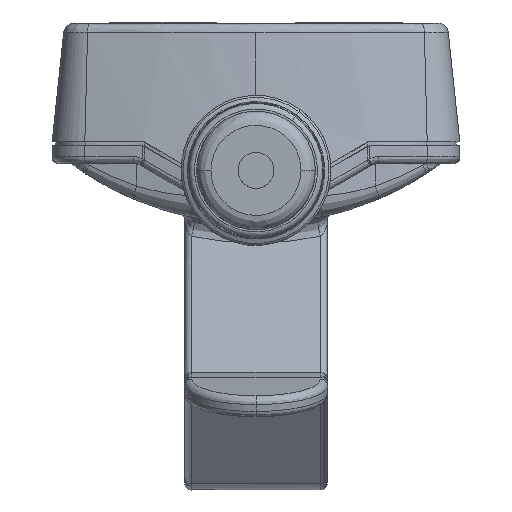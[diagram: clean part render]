
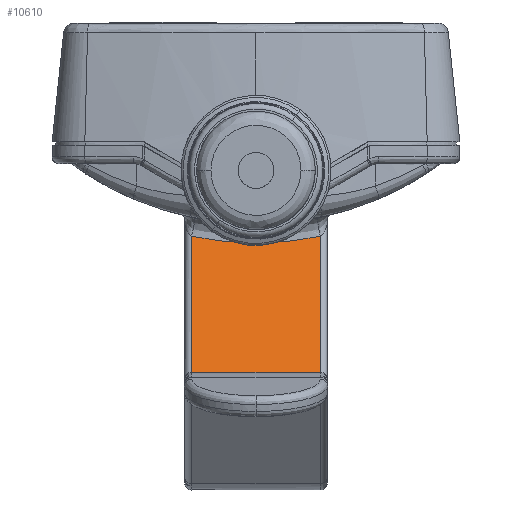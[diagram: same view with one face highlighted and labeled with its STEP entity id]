
A CAD part, front view. The second image highlights one B-rep face of the part: STEP entity #10610.
In plain terms, the highlighted planar face has unit normal (0, -0.94, 0.342).
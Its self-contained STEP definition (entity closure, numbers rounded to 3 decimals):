
#241 = VERTEX_POINT ( 'NONE', #6054 ) ;
#566 = VERTEX_POINT ( 'NONE', #1742 ) ;
#631 = VERTEX_POINT ( 'NONE', #1807 ) ;
#638 = VERTEX_POINT ( 'NONE', #1814 ) ;
#648 = VERTEX_POINT ( 'NONE', #1824 ) ;
#1141 = EDGE_CURVE ( 'NONE', #648, #638, #2576, .T. ) ;
#1144 = EDGE_CURVE ( 'NONE', #638, #631, #2579, .T. ) ;
#1146 = EDGE_CURVE ( 'NONE', #241, #648, #2581, .T. ) ;
#1159 = EDGE_CURVE ( 'NONE', #566, #631, #2594, .T. ) ;
#1445 = EDGE_LOOP ( 'NONE', ( #1959, #1958, #1957, #1956, #1955 ) ) ;
#1742 = CARTESIAN_POINT ( 'NONE',  ( 0.005, 88.48, -14.168 ) ) ;
#1807 = CARTESIAN_POINT ( 'NONE',  ( 9.005, 88.825, -13.222 ) ) ;
#1814 = CARTESIAN_POINT ( 'NONE',  ( 9.005, 79.876, -37.808 ) ) ;
#1824 = CARTESIAN_POINT ( 'NONE',  ( -8.995, 79.876, -37.808 ) ) ;
#1955 = ORIENTED_EDGE ( 'NONE', *, *, #1159, .F. ) ;
#1956 = ORIENTED_EDGE ( 'NONE', *, *, #1144, .T. ) ;
#1957 = ORIENTED_EDGE ( 'NONE', *, *, #1141, .T. ) ;
#1958 = ORIENTED_EDGE ( 'NONE', *, *, #1146, .T. ) ;
#1959 = ORIENTED_EDGE ( 'NONE', *, *, #10479, .F. ) ;
#1997 = CARTESIAN_POINT ( 'NONE',  ( -8.995, 79.876, -37.808 ) ) ;
#2007 = CARTESIAN_POINT ( 'NONE',  ( -2.995, 79.876, -37.808 ) ) ;
#2012 = CARTESIAN_POINT ( 'NONE',  ( 3.005, 79.876, -37.808 ) ) ;
#2013 = CARTESIAN_POINT ( 'NONE',  ( 9.005, 79.876, -37.808 ) ) ;
#2018 = CARTESIAN_POINT ( 'NONE',  ( 9.005, 79.876, -37.808 ) ) ;
#2019 = CARTESIAN_POINT ( 'NONE',  ( 9.005, 82.859, -29.613 ) ) ;
#2037 = CARTESIAN_POINT ( 'NONE',  ( 9.005, 85.842, -21.417 ) ) ;
#2038 = CARTESIAN_POINT ( 'NONE',  ( 9.005, 88.825, -13.222 ) ) ;
#2039 = CARTESIAN_POINT ( 'NONE',  ( -8.995, 88.825, -13.222 ) ) ;
#2040 = CARTESIAN_POINT ( 'NONE',  ( -8.995, 85.842, -21.417 ) ) ;
#2045 = CARTESIAN_POINT ( 'NONE',  ( -8.995, 82.859, -29.613 ) ) ;
#2046 = CARTESIAN_POINT ( 'NONE',  ( -8.995, 79.876, -37.808 ) ) ;
#2158 = CARTESIAN_POINT ( 'NONE',  ( 0.202, 88.481, -14.167 ) ) ;
#2159 = CARTESIAN_POINT ( 'NONE',  ( 0.005, 88.48, -14.168 ) ) ;
#2166 = CARTESIAN_POINT ( 'NONE',  ( 0.58, 88.482, -14.164 ) ) ;
#2167 = CARTESIAN_POINT ( 'NONE',  ( 1.146, 88.487, -14.15 ) ) ;
#2168 = CARTESIAN_POINT ( 'NONE',  ( 1.712, 88.494, -14.13 ) ) ;
#2169 = CARTESIAN_POINT ( 'NONE',  ( 2.844, 88.514, -14.076 ) ) ;
#2170 = CARTESIAN_POINT ( 'NONE',  ( 4.162, 88.552, -13.972 ) ) ;
#2171 = CARTESIAN_POINT ( 'NONE',  ( 5.661, 88.616, -13.795 ) ) ;
#2172 = CARTESIAN_POINT ( 'NONE',  ( 6.595, 88.665, -13.66 ) ) ;
#2173 = CARTESIAN_POINT ( 'NONE',  ( 7.339, 88.709, -13.539 ) ) ;
#2174 = CARTESIAN_POINT ( 'NONE',  ( 7.896, 88.745, -13.44 ) ) ;
#2175 = CARTESIAN_POINT ( 'NONE',  ( 8.452, 88.783, -13.335 ) ) ;
#2176 = CARTESIAN_POINT ( 'NONE',  ( 8.82, 88.811, -13.259 ) ) ;
#2177 = CARTESIAN_POINT ( 'NONE',  ( 9.005, 88.825, -13.222 ) ) ;
#2576 = B_SPLINE_CURVE_WITH_KNOTS ( 'NONE', 3,
 ( #1997, #2007, #2012, #2013 ),
 .UNSPECIFIED., .F., .F.,
 ( 4, 4 ),
 ( 0., 1. ),
 .UNSPECIFIED. ) ;
#2579 = B_SPLINE_CURVE_WITH_KNOTS ( 'NONE', 3,
 ( #2018, #2019, #2037, #2038 ),
 .UNSPECIFIED., .F., .F.,
 ( 4, 4 ),
 ( 0., 1. ),
 .UNSPECIFIED. ) ;
#2581 = B_SPLINE_CURVE_WITH_KNOTS ( 'NONE', 3,
 ( #2039, #2040, #2045, #2046 ),
 .UNSPECIFIED., .F., .F.,
 ( 4, 4 ),
 ( 0., 1. ),
 .UNSPECIFIED. ) ;
#2594 = B_SPLINE_CURVE_WITH_KNOTS ( 'NONE', 3,
 ( #2159, #2158, #2166, #2167, #2168, #2169, #2170, #2171, #2172, #2173, #2174, #2175, #2176, #2177 ),
 .UNSPECIFIED., .F., .F.,
 ( 4, 1, 1, 1, 1, 1, 1, 1, 1, 1, 1, 4 ),
 ( 0., 0.063, 0.125, 0.188, 0.25, 0.5, 0.625, 0.75, 0.813, 0.875, 0.938, 1. ),
 .UNSPECIFIED. ) ;
#6054 = CARTESIAN_POINT ( 'NONE',  ( -8.995, 88.825, -13.222 ) ) ;
#7742 = AXIS2_PLACEMENT_3D ( 'NONE', #15894, #16018, #16019 ) ;
#10479 = EDGE_CURVE ( 'NONE', #241, #566, #10864, .T. ) ;
#10610 = ADVANCED_FACE ( 'NONE', ( #11108 ), #15898, .T. ) ;
#10864 = B_SPLINE_CURVE_WITH_KNOTS ( 'NONE', 3,
 ( #12392, #12391, #12443, #12444, #12445, #12446, #12447, #12448, #12449, #12450, #12451, #12452, #12453, #12454 ),
 .UNSPECIFIED., .F., .F.,
 ( 4, 1, 1, 1, 1, 1, 1, 1, 1, 1, 1, 4 ),
 ( 0., 0.062, 0.125, 0.187, 0.25, 0.375, 0.5, 0.75, 0.812, 0.875, 0.937, 1. ),
 .UNSPECIFIED. ) ;
#11108 = FACE_OUTER_BOUND ( 'NONE', #1445, .T. ) ;
#12391 = CARTESIAN_POINT ( 'NONE',  ( -8.811, 88.811, -13.259 ) ) ;
#12392 = CARTESIAN_POINT ( 'NONE',  ( -8.995, 88.825, -13.222 ) ) ;
#12443 = CARTESIAN_POINT ( 'NONE',  ( -8.442, 88.783, -13.335 ) ) ;
#12444 = CARTESIAN_POINT ( 'NONE',  ( -7.886, 88.745, -13.44 ) ) ;
#12445 = CARTESIAN_POINT ( 'NONE',  ( -7.33, 88.709, -13.539 ) ) ;
#12446 = CARTESIAN_POINT ( 'NONE',  ( -6.585, 88.665, -13.66 ) ) ;
#12447 = CARTESIAN_POINT ( 'NONE',  ( -5.652, 88.616, -13.795 ) ) ;
#12448 = CARTESIAN_POINT ( 'NONE',  ( -4.152, 88.552, -13.972 ) ) ;
#12449 = CARTESIAN_POINT ( 'NONE',  ( -2.834, 88.514, -14.076 ) ) ;
#12450 = CARTESIAN_POINT ( 'NONE',  ( -1.703, 88.494, -14.13 ) ) ;
#12451 = CARTESIAN_POINT ( 'NONE',  ( -1.136, 88.487, -14.15 ) ) ;
#12452 = CARTESIAN_POINT ( 'NONE',  ( -0.57, 88.482, -14.164 ) ) ;
#12453 = CARTESIAN_POINT ( 'NONE',  ( -0.193, 88.481, -14.167 ) ) ;
#12454 = CARTESIAN_POINT ( 'NONE',  ( 0.005, 88.48, -14.168 ) ) ;
#15894 = CARTESIAN_POINT ( 'NONE',  ( -9.995, 90.336, -9.07 ) ) ;
#15898 = PLANE ( 'NONE',  #7742 ) ;
#16018 = DIRECTION ( 'NONE',  ( 0., -0.94, 0.342 ) ) ;
#16019 = DIRECTION ( 'NONE',  ( 0., -0.342, -0.94 ) ) ;
